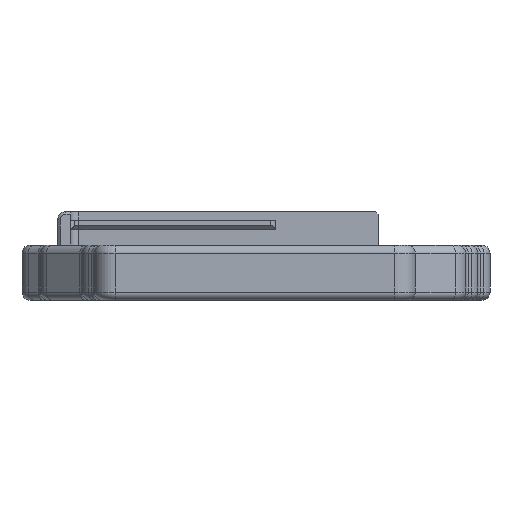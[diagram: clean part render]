
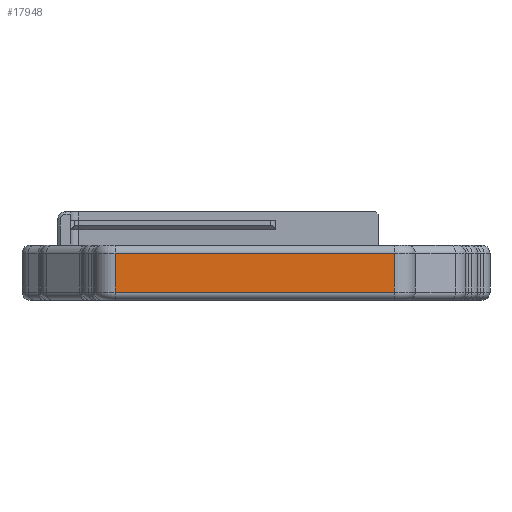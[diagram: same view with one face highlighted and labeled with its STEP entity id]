
A CAD part, left-side view. The second image highlights one B-rep face of the part: STEP entity #17948.
In plain terms, the highlighted planar face has unit normal (-1, 0, 0).
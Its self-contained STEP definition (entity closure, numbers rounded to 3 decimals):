
#354=PLANE('',#19194);
#854=FACE_OUTER_BOUND('',#1874,.T.);
#1874=EDGE_LOOP('',(#12408,#12409,#12410,#12411));
#2953=LINE('',#26965,#4583);
#2975=LINE('',#27094,#4605);
#3062=LINE('',#27436,#4692);
#3073=LINE('',#27516,#4703);
#4583=VECTOR('',#21184,10.);
#4605=VECTOR('',#21336,10.);
#4692=VECTOR('',#21683,10.);
#4703=VECTOR('',#21794,10.);
#7337=VERTEX_POINT('',#26955);
#7339=VERTEX_POINT('',#26961);
#7382=VERTEX_POINT('',#27092);
#7505=VERTEX_POINT('',#27427);
#9143=EDGE_CURVE('',#7337,#7339,#2953,.T.);
#9208=EDGE_CURVE('',#7337,#7382,#2975,.T.);
#9380=EDGE_CURVE('',#7505,#7382,#3062,.T.);
#9420=EDGE_CURVE('',#7339,#7505,#3073,.T.);
#12408=ORIENTED_EDGE('',*,*,#9143,.F.);
#12409=ORIENTED_EDGE('',*,*,#9208,.T.);
#12410=ORIENTED_EDGE('',*,*,#9380,.F.);
#12411=ORIENTED_EDGE('',*,*,#9420,.F.);
#17948=ADVANCED_FACE('',(#854),#354,.T.);
#19194=AXIS2_PLACEMENT_3D('',#27515,#21792,#21793);
#21184=DIRECTION('',(0.,1.,0.));
#21336=DIRECTION('',(0.,0.,1.));
#21683=DIRECTION('',(0.,-1.,0.));
#21792=DIRECTION('center_axis',(-1.,0.,0.));
#21793=DIRECTION('ref_axis',(0.,-1.,0.));
#21794=DIRECTION('',(0.,0.,1.));
#26955=CARTESIAN_POINT('',(-142.2,16.193,1.6));
#26961=CARTESIAN_POINT('',(-142.2,69.593,1.6));
#26965=CARTESIAN_POINT('',(-142.2,56.118,1.6));
#27092=CARTESIAN_POINT('',(-142.2,16.193,9.));
#27094=CARTESIAN_POINT('',(-142.2,16.193,0.));
#27427=CARTESIAN_POINT('',(-142.2,69.593,9.));
#27436=CARTESIAN_POINT('',(-142.2,56.118,9.));
#27515=CARTESIAN_POINT('Origin',(-142.2,69.593,0.));
#27516=CARTESIAN_POINT('',(-142.2,69.593,0.));
